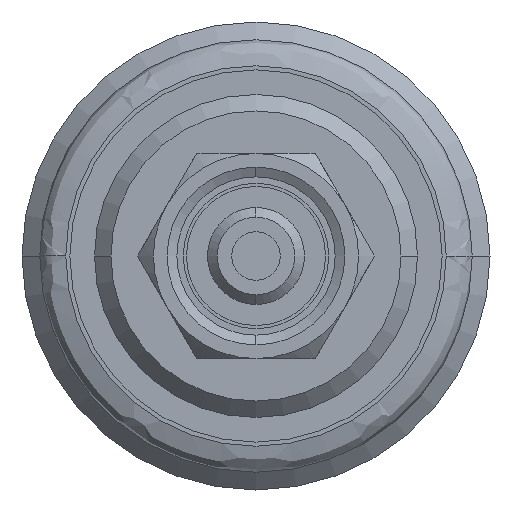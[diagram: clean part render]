
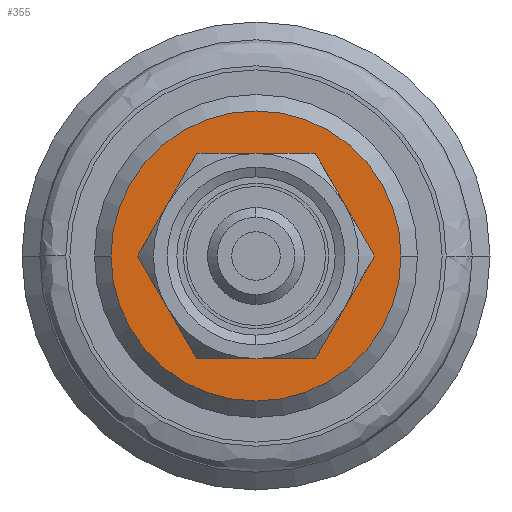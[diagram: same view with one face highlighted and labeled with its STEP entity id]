
A CAD part, left-side view. The second image highlights one B-rep face of the part: STEP entity #355.
In plain terms, the highlighted face is planar.
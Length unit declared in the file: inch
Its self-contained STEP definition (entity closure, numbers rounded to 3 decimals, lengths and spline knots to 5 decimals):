
#208 = VERTEX_POINT ( 'NONE', #8271 ) ;
#355 = ADVANCED_FACE ( 'NONE', ( #1762, #3445 ), #4345, .F. ) ;
#598 = AXIS2_PLACEMENT_3D ( 'NONE', #8066, #3937, #4631 ) ;
#616 = AXIS2_PLACEMENT_3D ( 'NONE', #1165, #1922, #6985 ) ;
#1022 = VERTEX_POINT ( 'NONE', #1616 ) ;
#1165 = CARTESIAN_POINT ( 'NONE',  ( 0.95378, -0.28473, -0.30029 ) ) ;
#1340 = EDGE_CURVE ( 'NONE', #1022, #208, #6936, .T. ) ;
#1616 = CARTESIAN_POINT ( 'NONE',  ( 0.95378, 0., -0.053 ) ) ;
#1762 = FACE_BOUND ( 'NONE', #9042, .T. ) ;
#1818 = ORIENTED_EDGE ( 'NONE', *, *, #3049, .T. ) ;
#1922 = DIRECTION ( 'NONE',  ( -1., 0., 0. ) ) ;
#1979 = ORIENTED_EDGE ( 'NONE', *, *, #6478, .T. ) ;
#2029 = DIRECTION ( 'NONE',  ( 0., 0., 1. ) ) ;
#2081 = CARTESIAN_POINT ( 'NONE',  ( 0.95378, 0., 0. ) ) ;
#2099 = CIRCLE ( 'NONE', #6397, 0.17667 ) ;
#2199 = DIRECTION ( 'NONE',  ( 1., 0., 0. ) ) ;
#2280 = CARTESIAN_POINT ( 'NONE',  ( 0.95378, 0., 0.17667 ) ) ;
#2810 = CIRCLE ( 'NONE', #3499, 0.053 ) ;
#2842 = CARTESIAN_POINT ( 'NONE',  ( 0.95378, 0., -0.17667 ) ) ;
#3049 = EDGE_CURVE ( 'NONE', #9976, #3153, #2099, .T. ) ;
#3153 = VERTEX_POINT ( 'NONE', #2842 ) ;
#3273 = CARTESIAN_POINT ( 'NONE',  ( 0.95378, 0., 0. ) ) ;
#3445 = FACE_OUTER_BOUND ( 'NONE', #3550, .T. ) ;
#3465 = EDGE_CURVE ( 'NONE', #208, #1022, #2810, .T. ) ;
#3499 = AXIS2_PLACEMENT_3D ( 'NONE', #6149, #7817, #5136 ) ;
#3550 = EDGE_LOOP ( 'NONE', ( #1818, #1979 ) ) ;
#3937 = DIRECTION ( 'NONE',  ( 1., 0., 0. ) ) ;
#4230 = DIRECTION ( 'NONE',  ( 0., 0., 1. ) ) ;
#4345 = PLANE ( 'NONE',  #616 ) ;
#4631 = DIRECTION ( 'NONE',  ( 0., 0., 1. ) ) ;
#5136 = DIRECTION ( 'NONE',  ( 0., 0., 1. ) ) ;
#6149 = CARTESIAN_POINT ( 'NONE',  ( 0.95378, 0., 0. ) ) ;
#6397 = AXIS2_PLACEMENT_3D ( 'NONE', #3273, #10047, #4230 ) ;
#6478 = EDGE_CURVE ( 'NONE', #3153, #9976, #7653, .T. ) ;
#6936 = CIRCLE ( 'NONE', #598, 0.053 ) ;
#6968 = AXIS2_PLACEMENT_3D ( 'NONE', #2081, #2199, #2029 ) ;
#6985 = DIRECTION ( 'NONE',  ( 0., 0., 1. ) ) ;
#7548 = ORIENTED_EDGE ( 'NONE', *, *, #3465, .F. ) ;
#7653 = CIRCLE ( 'NONE', #6968, 0.17667 ) ;
#7817 = DIRECTION ( 'NONE',  ( 1., 0., 0. ) ) ;
#8066 = CARTESIAN_POINT ( 'NONE',  ( 0.95378, 0., 0. ) ) ;
#8271 = CARTESIAN_POINT ( 'NONE',  ( 0.95378, 0., 0.053 ) ) ;
#9038 = ORIENTED_EDGE ( 'NONE', *, *, #1340, .F. ) ;
#9042 = EDGE_LOOP ( 'NONE', ( #7548, #9038 ) ) ;
#9976 = VERTEX_POINT ( 'NONE', #2280 ) ;
#10047 = DIRECTION ( 'NONE',  ( 1., 0., 0. ) ) ;
